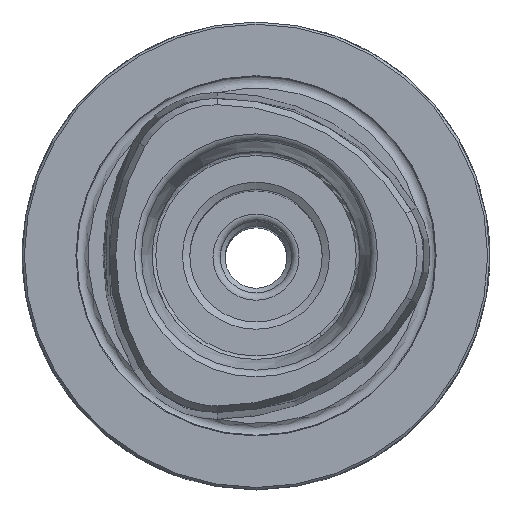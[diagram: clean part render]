
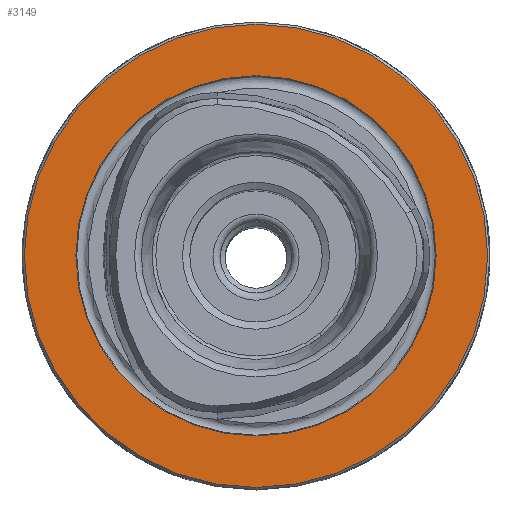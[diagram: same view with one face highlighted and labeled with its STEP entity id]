
A CAD part, top view. The second image highlights one B-rep face of the part: STEP entity #3149.
In plain terms, the highlighted planar face has unit normal (0, 0, 1).
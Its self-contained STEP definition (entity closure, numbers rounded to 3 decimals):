
#608=ORIENTED_EDGE('',*,*,#984,.F.);
#609=ORIENTED_EDGE('',*,*,#985,.T.);
#984=EDGE_CURVE('',#1193,#1193,#1360,.T.);
#985=EDGE_CURVE('',#1194,#1194,#1361,.T.);
#1193=VERTEX_POINT('',#4656);
#1194=VERTEX_POINT('',#4659);
#1360=CIRCLE('',#3378,24.264);
#1361=CIRCLE('',#3380,31.2);
#1516=EDGE_LOOP('',(#608));
#1517=EDGE_LOOP('',(#609));
#1772=FACE_BOUND('',#1516,.T.);
#1773=FACE_BOUND('',#1517,.T.);
#1947=PLANE('',#3379);
#3149=ADVANCED_FACE('',(#1772,#1773),#1947,.T.);
#3378=AXIS2_PLACEMENT_3D('',#4655,#3844,#3845);
#3379=AXIS2_PLACEMENT_3D('',#4657,#3846,#3847);
#3380=AXIS2_PLACEMENT_3D('',#4658,#3848,#3849);
#3844=DIRECTION('',(0.,0.,1.));
#3845=DIRECTION('',(1.,0.,0.));
#3846=DIRECTION('',(0.,0.,1.));
#3847=DIRECTION('',(1.,0.,0.));
#3848=DIRECTION('',(0.,0.,1.));
#3849=DIRECTION('',(1.,0.,0.));
#4655=CARTESIAN_POINT('',(0.,0.,0.));
#4656=CARTESIAN_POINT('',(24.264,0.,0.));
#4657=CARTESIAN_POINT('',(24.2,0.,0.));
#4658=CARTESIAN_POINT('',(0.,0.,0.));
#4659=CARTESIAN_POINT('',(31.2,0.,0.));
